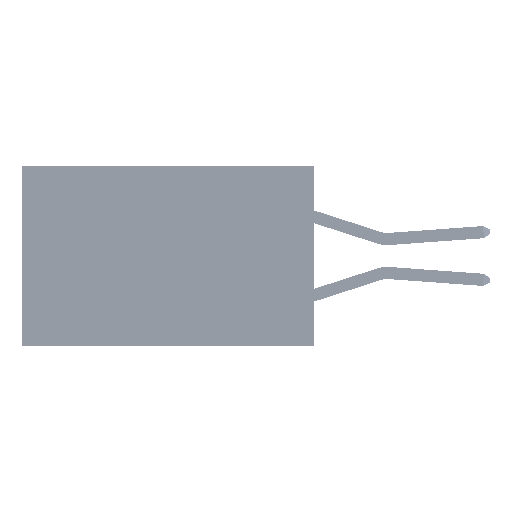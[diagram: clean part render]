
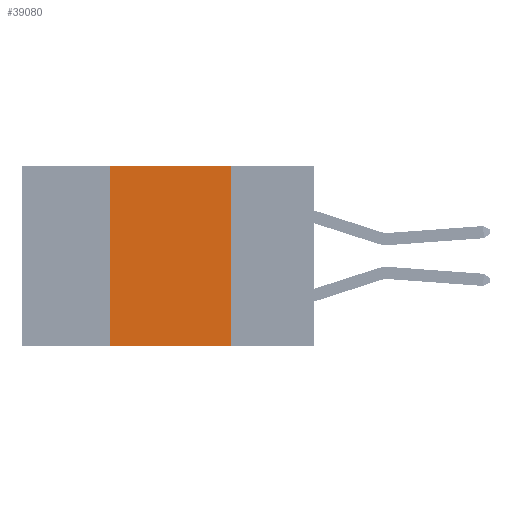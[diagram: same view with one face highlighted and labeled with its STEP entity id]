
A CAD part, left-side view. The second image highlights one B-rep face of the part: STEP entity #39080.
In plain terms, the highlighted planar face has unit normal (-1, 0, 0).
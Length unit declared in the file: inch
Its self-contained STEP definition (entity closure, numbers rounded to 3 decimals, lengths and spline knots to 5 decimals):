
#86 = DIRECTION ( 'NONE',  ( 0., -1., 0. ) ) ;
#3834 = EDGE_CURVE ( 'NONE', #32872, #26283, #22860, .T. ) ;
#4028 = DIRECTION ( 'NONE',  ( 0., 0., 1. ) ) ;
#4247 = AXIS2_PLACEMENT_3D ( 'NONE', #11152, #6999, #6826 ) ;
#6826 = DIRECTION ( 'NONE',  ( 0., 0., -1. ) ) ;
#6999 = DIRECTION ( 'NONE',  ( 1., 0., 0. ) ) ;
#8988 = DIRECTION ( 'NONE',  ( 0., -1., 0. ) ) ;
#10852 = CARTESIAN_POINT ( 'NONE',  ( 0., 0.17, 0. ) ) ;
#11152 = CARTESIAN_POINT ( 'NONE',  ( 0., 0.6, 0. ) ) ;
#13052 = ORIENTED_EDGE ( 'NONE', *, *, #29808, .F. ) ;
#14153 = ORIENTED_EDGE ( 'NONE', *, *, #52609, .T. ) ;
#18610 = FACE_OUTER_BOUND ( 'NONE', #23323, .T. ) ;
#20087 = VECTOR ( 'NONE', #4028, 39.37008 ) ;
#22019 = CARTESIAN_POINT ( 'NONE',  ( 0., 0.6, -0.37 ) ) ;
#22860 = LINE ( 'NONE', #48842, #50843 ) ;
#23323 = EDGE_LOOP ( 'NONE', ( #38677, #23908, #13052, #14153 ) ) ;
#23399 = CARTESIAN_POINT ( 'NONE',  ( 0., 0.42, 0. ) ) ;
#23908 = ORIENTED_EDGE ( 'NONE', *, *, #3834, .F. ) ;
#23984 = VECTOR ( 'NONE', #51472, 39.37008 ) ;
#25595 = EDGE_CURVE ( 'NONE', #26283, #31796, #34795, .T. ) ;
#26283 = VERTEX_POINT ( 'NONE', #10852 ) ;
#28583 = VERTEX_POINT ( 'NONE', #44724 ) ;
#29456 = CARTESIAN_POINT ( 'NONE',  ( 0., 0.17, -0.37 ) ) ;
#29808 = EDGE_CURVE ( 'NONE', #28583, #32872, #48103, .T. ) ;
#31796 = VERTEX_POINT ( 'NONE', #29456 ) ;
#32872 = VERTEX_POINT ( 'NONE', #33766 ) ;
#33766 = CARTESIAN_POINT ( 'NONE',  ( 0., 0.42, 0. ) ) ;
#34795 = LINE ( 'NONE', #51644, #23984 ) ;
#38677 = ORIENTED_EDGE ( 'NONE', *, *, #25595, .F. ) ;
#39080 = ADVANCED_FACE ( 'NONE', ( #18610 ), #39794, .F. ) ;
#39624 = VECTOR ( 'NONE', #8988, 39.37008 ) ;
#39794 = PLANE ( 'NONE',  #4247 ) ;
#43454 = LINE ( 'NONE', #22019, #39624 ) ;
#44724 = CARTESIAN_POINT ( 'NONE',  ( 0., 0.42, -0.37 ) ) ;
#48103 = LINE ( 'NONE', #23399, #20087 ) ;
#48842 = CARTESIAN_POINT ( 'NONE',  ( 0., 0.6, 0. ) ) ;
#50843 = VECTOR ( 'NONE', #86, 39.37008 ) ;
#51472 = DIRECTION ( 'NONE',  ( 0., 0., -1. ) ) ;
#51644 = CARTESIAN_POINT ( 'NONE',  ( 0., 0.17, 0. ) ) ;
#52609 = EDGE_CURVE ( 'NONE', #28583, #31796, #43454, .T. ) ;
